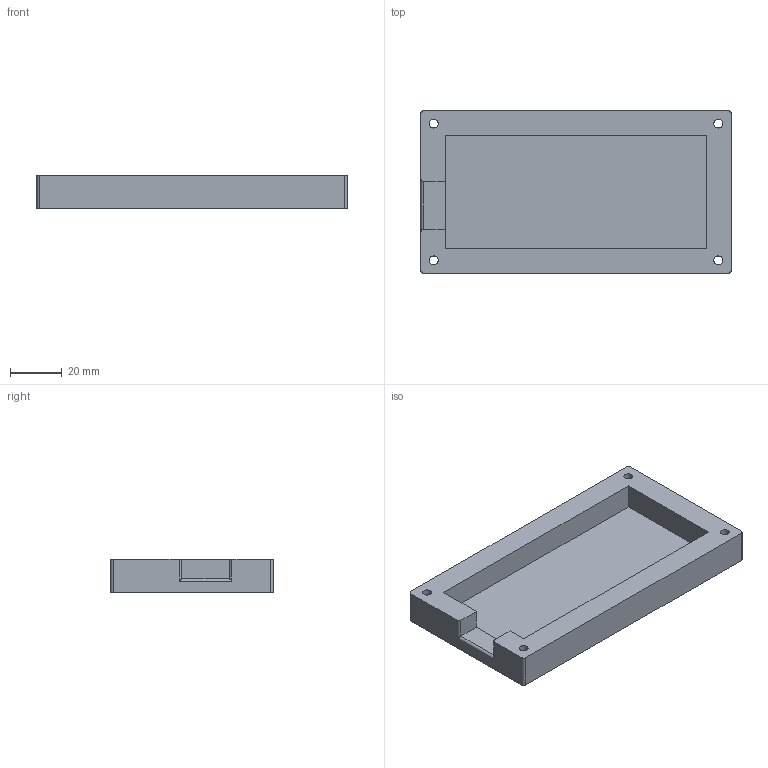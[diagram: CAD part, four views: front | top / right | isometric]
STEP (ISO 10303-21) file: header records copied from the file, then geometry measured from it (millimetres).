
FILE_DESCRIPTION(/* description */ (''),/* implementation_level */ '2;1');
FILE_NAME(/* name */ 'hackpad.step',/* time_stamp */ '2025-11-30T14:40:11+01:00',/* author */ (''),/* organization */ (''),/* preprocessor_version */ 'ST-DEVELOPER v20.1',/* originating_system */ 'Autodesk Translation Framework v14.10.0.0',/* authorisation */ '');
FILE_SCHEMA (('AUTOMOTIVE_DESIGN { 1 0 10303 214 3 1 1 }'));
Length unit declared in the file: centimetre
Products named in the file (1): 2025-11-29-21-23-29-759
Bounding box: 120.39 x 63.02 x 13 mm (x, y, z)
Volume: 51951.6 mm3; surface area: 23261.2 mm2
Topology: 1 solids, 1 shells, 33 faces, 79 edges, 52 vertices
Faces by surface type: plane 18, cylinder 15
Full cylindrical faces by diameter (mm): 3.4 x4, 6 x4
Entity records: 1014 total; most frequent: DIRECTION 175, CARTESIAN_POINT 165, ORIENTED_EDGE 158, EDGE_CURVE 79, AXIS2_PLACEMENT_3D 62, VERTEX_POINT 52, LINE 51, VECTOR 51
